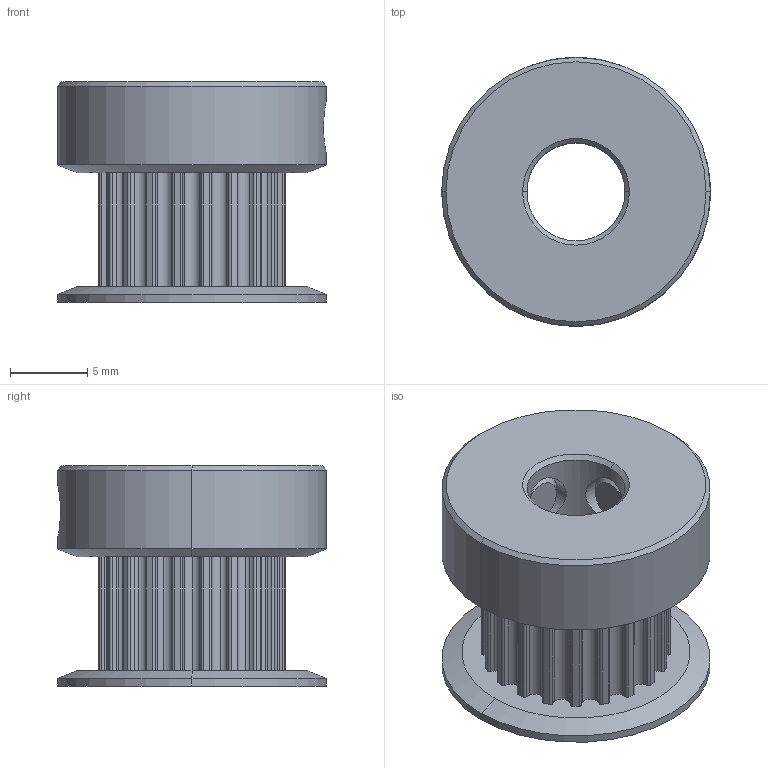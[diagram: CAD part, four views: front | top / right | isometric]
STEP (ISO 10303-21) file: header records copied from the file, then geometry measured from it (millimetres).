
FILE_DESCRIPTION (( 'STEP AP203' ), '1' );
FILE_NAME ('3764N107_High-Strength Gt Timing Belt Pulley_3764N107_sldprt.STEP', '2023-11-21T14:51:37', ( '' ), ( '' ), 'SwSTEP 2.0', 'SolidWorks 2020', '' );
FILE_SCHEMA (( 'CONFIG_CONTROL_DESIGN' ));
Length unit declared in the file: millimetre
Products named in the file (1): 3764N107_High-Strength Gt Timing Belt Pulley_3764N107_sldprt
Bounding box: 17.4 x 17.4 x 14.27 mm (x, y, z)
Volume: 1894.9 mm3; surface area: 1725.8 mm2
Topology: 1 solids, 1 shells, 191 faces, 533 edges, 350 vertices
Faces by surface type: cylinder 153, plane 22, cone 16
Entity records: 6574 total; most frequent: CARTESIAN_POINT 1287, DIRECTION 1227, ORIENTED_EDGE 1066, EDGE_CURVE 533, AXIS2_PLACEMENT_3D 510, VERTEX_POINT 350, CIRCLE 318, LINE 207
